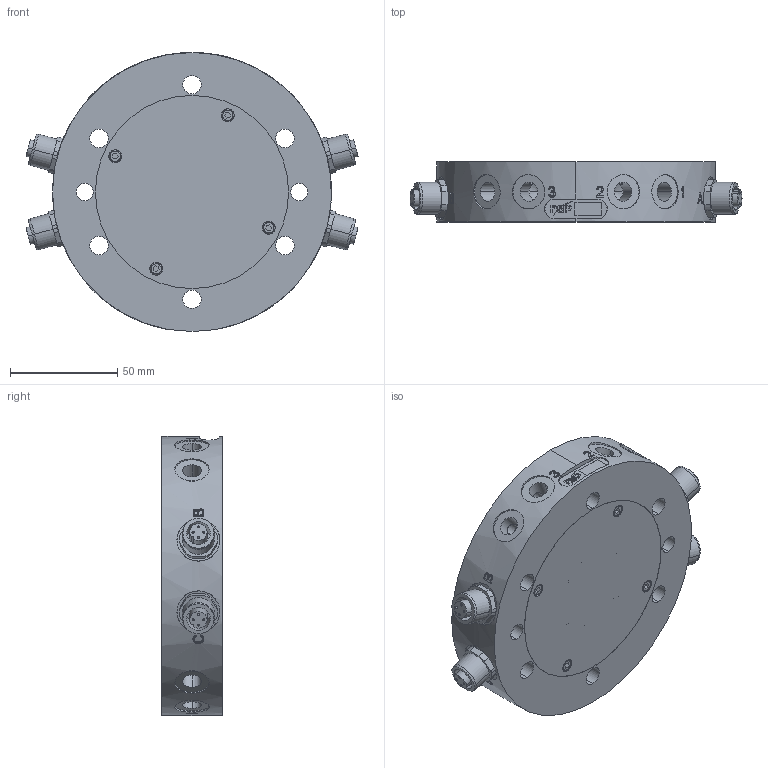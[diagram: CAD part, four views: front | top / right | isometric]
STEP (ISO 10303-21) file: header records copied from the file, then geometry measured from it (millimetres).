
FILE_DESCRIPTION (( 'STEP AP203' ), '1' );
FILE_NAME ('P0418.STEP', '2018-11-28T08:54:38', ( '' ), ( '' ), 'SwSTEP 2.0', 'SolidWorks 2017', '' );
FILE_SCHEMA (( 'CONFIG_CONTROL_DESIGN' ));
Products named in the file (1): P0418
Bounding box: 154.69 x 28 x 130 mm (x, y, z)
Volume: 267635.3 mm3; surface area: 93682.8 mm2
Topology: 17 solids, 17 shells, 1772 faces, 4428 edges, 2904 vertices
Faces by surface type: plane 752, cylinder 616, bspline 318, cone 57, torus 29
Entity records: 70319 total; most frequent: CARTESIAN_POINT 28990, ORIENTED_EDGE 8792, DIRECTION 7848, EDGE_CURVE 4396, VERTEX_POINT 2896, AXIS2_PLACEMENT_3D 2735, VECTOR 2378, LINE 2378
